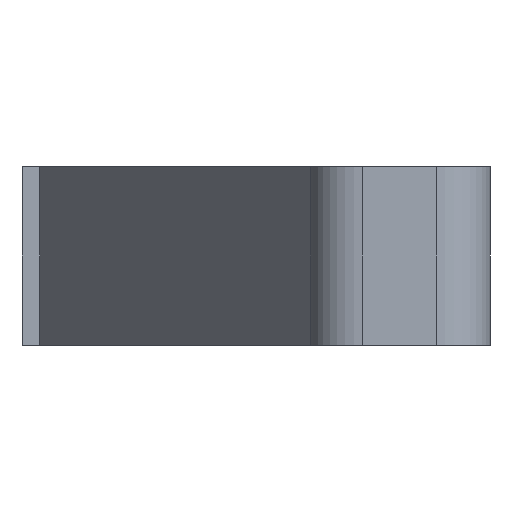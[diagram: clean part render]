
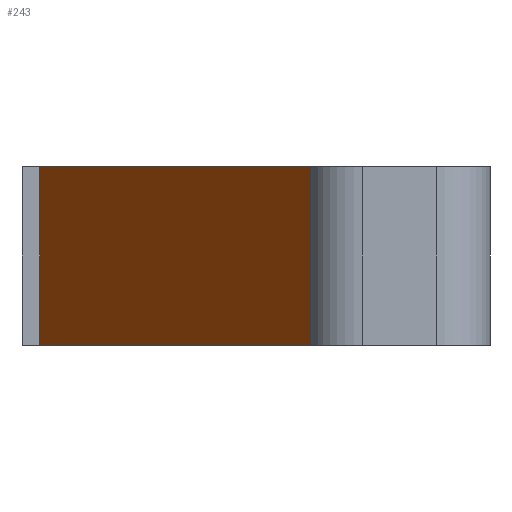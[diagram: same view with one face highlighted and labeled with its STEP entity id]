
A CAD part, front view. The second image highlights one B-rep face of the part: STEP entity #243.
In plain terms, the highlighted planar face has unit normal (-0.966, -0.259, 0).
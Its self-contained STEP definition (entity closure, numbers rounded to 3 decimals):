
#1 = DIRECTION ( 'NONE',  ( -0.259, 0.966, 0. ) ) ;
#52 = DIRECTION ( 'NONE',  ( 0.966, 0.259, 0. ) ) ;
#63 = PLANE ( 'NONE',  #597 ) ;
#78 = CARTESIAN_POINT ( 'NONE',  ( -26.075, 58.699, 5. ) ) ;
#85 = CARTESIAN_POINT ( 'NONE',  ( -26.075, 58.699, -5. ) ) ;
#127 = CARTESIAN_POINT ( 'NONE',  ( -10.948, 2.224, 5. ) ) ;
#130 = CARTESIAN_POINT ( 'NONE',  ( -26.075, 58.699, -5. ) ) ;
#143 = VECTOR ( 'NONE', #613, 1000. ) ;
#159 = ORIENTED_EDGE ( 'NONE', *, *, #563, .F. ) ;
#165 = ORIENTED_EDGE ( 'NONE', *, *, #500, .F. ) ;
#180 = VERTEX_POINT ( 'NONE', #386 ) ;
#216 = ORIENTED_EDGE ( 'NONE', *, *, #609, .T. ) ;
#229 = CARTESIAN_POINT ( 'NONE',  ( -10.948, 2.224, 5. ) ) ;
#243 = ADVANCED_FACE ( 'NONE', ( #487 ), #63, .F. ) ;
#270 = VECTOR ( 'NONE', #561, 1000. ) ;
#292 = VECTOR ( 'NONE', #489, 1000. ) ;
#299 = VERTEX_POINT ( 'NONE', #543 ) ;
#360 = DIRECTION ( 'NONE',  ( 0., 0., -1. ) ) ;
#386 = CARTESIAN_POINT ( 'NONE',  ( -26.075, 58.699, 5. ) ) ;
#440 = LINE ( 'NONE', #229, #292 ) ;
#456 = CARTESIAN_POINT ( 'NONE',  ( -26.075, 58.699, 5. ) ) ;
#487 = FACE_OUTER_BOUND ( 'NONE', #540, .T. ) ;
#489 = DIRECTION ( 'NONE',  ( 0., 0., -1. ) ) ;
#495 = LINE ( 'NONE', #456, #626 ) ;
#500 = EDGE_CURVE ( 'NONE', #521, #299, #440, .T. ) ;
#521 = VERTEX_POINT ( 'NONE', #127 ) ;
#535 = LINE ( 'NONE', #130, #270 ) ;
#537 = CARTESIAN_POINT ( 'NONE',  ( -26.075, 58.699, 5. ) ) ;
#540 = EDGE_LOOP ( 'NONE', ( #216, #165, #159, #642 ) ) ;
#543 = CARTESIAN_POINT ( 'NONE',  ( -10.948, 2.224, -5. ) ) ;
#561 = DIRECTION ( 'NONE',  ( 0.259, -0.966, 0. ) ) ;
#563 = EDGE_CURVE ( 'NONE', #180, #521, #589, .T. ) ;
#589 = LINE ( 'NONE', #78, #143 ) ;
#597 = AXIS2_PLACEMENT_3D ( 'NONE', #537, #52, #1 ) ;
#609 = EDGE_CURVE ( 'NONE', #615, #299, #535, .T. ) ;
#613 = DIRECTION ( 'NONE',  ( 0.259, -0.966, 0. ) ) ;
#615 = VERTEX_POINT ( 'NONE', #85 ) ;
#626 = VECTOR ( 'NONE', #360, 1000. ) ;
#634 = EDGE_CURVE ( 'NONE', #180, #615, #495, .T. ) ;
#642 = ORIENTED_EDGE ( 'NONE', *, *, #634, .T. ) ;
